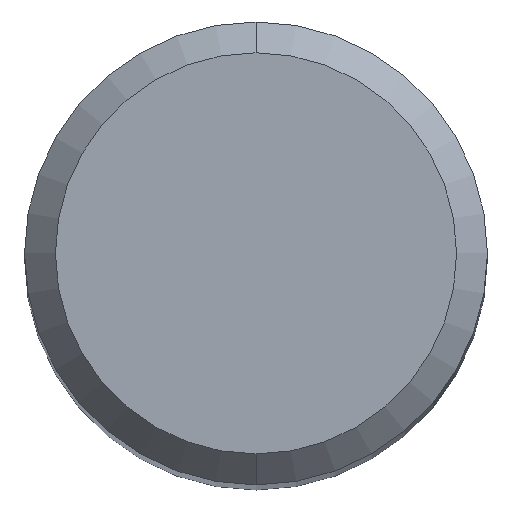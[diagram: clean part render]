
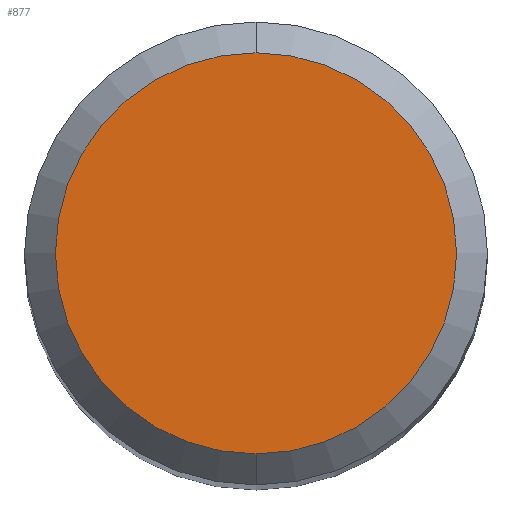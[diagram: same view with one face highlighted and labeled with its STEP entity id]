
A CAD part, top view. The second image highlights one B-rep face of the part: STEP entity #877.
In plain terms, the highlighted planar face has unit normal (0, 0, 1).
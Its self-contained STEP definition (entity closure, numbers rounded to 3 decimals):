
#633=VERTEX_POINT('',#1366);
#707=VERTEX_POINT('',#1444);
#775=EDGE_CURVE('',#633,#707,#1517,.T.);
#877=ADVANCED_FACE('',(#1628),#1629,.T.);
#1049=EDGE_CURVE('',#707,#633,#1820,.T.);
#1366=CARTESIAN_POINT('',(0.0,2.6,0.0));
#1444=CARTESIAN_POINT('',(0.,-2.6,0.0));
#1517=CIRCLE('',#3478,2.6);
#1628=FACE_OUTER_BOUND('',#3881,.T.);
#1629=PLANE('',#3882);
#1820=CIRCLE('',#4840,2.6);
#3478=AXIS2_PLACEMENT_3D('',#5463,#5464,#5465);
#3881=EDGE_LOOP('',(#5579,#5580));
#3882=AXIS2_PLACEMENT_3D('',#5581,#5582,#5583);
#4840=AXIS2_PLACEMENT_3D('',#5836,#5837,#5838);
#5463=CARTESIAN_POINT('',(0.0,0.0,0.0));
#5464=DIRECTION('',(0.0,0.0,-1.0));
#5465=DIRECTION('',(0.0,1.0,0.0));
#5579=ORIENTED_EDGE('',*,*,#775,.F.);
#5580=ORIENTED_EDGE('',*,*,#1049,.F.);
#5581=CARTESIAN_POINT('',(0.0,1.3,0.0));
#5582=DIRECTION('',(-0.0,0.0,1.0));
#5583=DIRECTION('',(0.0,-1.0,0.0));
#5836=CARTESIAN_POINT('',(0.0,0.0,0.0));
#5837=DIRECTION('',(0.0,0.0,-1.0));
#5838=DIRECTION('',(0.0,1.0,0.0));
